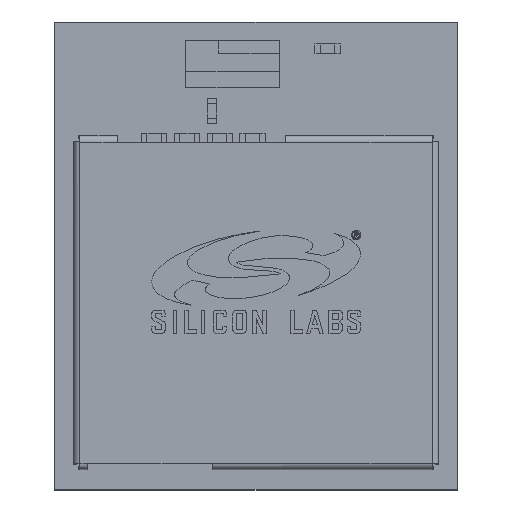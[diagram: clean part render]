
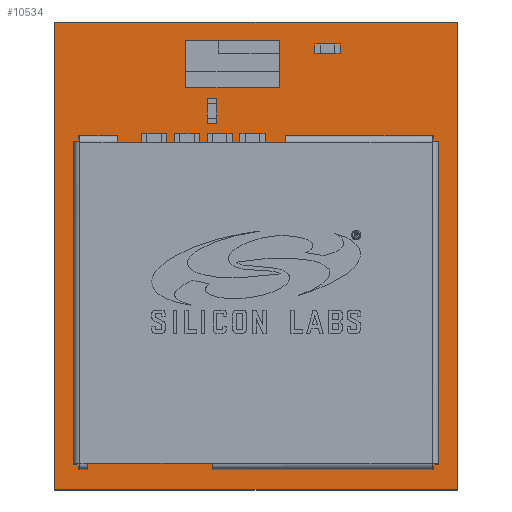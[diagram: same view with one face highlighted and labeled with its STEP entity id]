
A CAD part, top view. The second image highlights one B-rep face of the part: STEP entity #10534.
In plain terms, the highlighted planar face has unit normal (0, 0, 1).
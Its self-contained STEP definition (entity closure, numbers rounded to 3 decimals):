
#880=FACE_OUTER_BOUND('',#1553,.T.);
#1553=EDGE_LOOP('',(#8239,#8240,#8241,#8242));
#2525=LINE('',#18931,#3741);
#2529=LINE('',#18938,#3745);
#2532=LINE('',#18944,#3748);
#2534=LINE('',#18947,#3750);
#3741=VECTOR('',#12864,1000.);
#3745=VECTOR('',#12870,1000.);
#3748=VECTOR('',#12875,1000.);
#3750=VECTOR('',#12879,1000.);
#4853=VERTEX_POINT('',#18928);
#4854=VERTEX_POINT('',#18930);
#4856=VERTEX_POINT('',#18936);
#4858=VERTEX_POINT('',#18942);
#6061=EDGE_CURVE('',#4854,#4853,#2525,.T.);
#6065=EDGE_CURVE('',#4853,#4856,#2529,.T.);
#6068=EDGE_CURVE('',#4856,#4858,#2532,.T.);
#6070=EDGE_CURVE('',#4858,#4854,#2534,.T.);
#8239=ORIENTED_EDGE('',*,*,#6061,.T.);
#8240=ORIENTED_EDGE('',*,*,#6065,.T.);
#8241=ORIENTED_EDGE('',*,*,#6068,.T.);
#8242=ORIENTED_EDGE('',*,*,#6070,.T.);
#9930=PLANE('',#11229);
#10534=ADVANCED_FACE('',(#880),#9930,.T.);
#11229=AXIS2_PLACEMENT_3D('',#18948,#12880,#12881);
#12864=DIRECTION('',(-1.,0.,0.));
#12870=DIRECTION('',(0.,-1.,0.));
#12875=DIRECTION('',(1.,0.,0.));
#12879=DIRECTION('',(0.,1.,0.));
#12880=DIRECTION('center_axis',(0.,0.,
1.));
#12881=DIRECTION('ref_axis',(-1.,0.,0.));
#18928=CARTESIAN_POINT('',(-6.45,7.5,0.8));
#18930=CARTESIAN_POINT('',(6.45,7.5,0.8));
#18931=CARTESIAN_POINT('',(-6.45,7.5,0.8));
#18936=CARTESIAN_POINT('',(-6.45,-7.5,0.8));
#18938=CARTESIAN_POINT('',(-6.45,-7.5,0.8));
#18942=CARTESIAN_POINT('',(6.45,-7.5,0.8));
#18944=CARTESIAN_POINT('',(-6.45,-7.5,0.8));
#18947=CARTESIAN_POINT('',(6.45,-7.5,0.8));
#18948=CARTESIAN_POINT('Origin',(0.,0.,
0.8));
